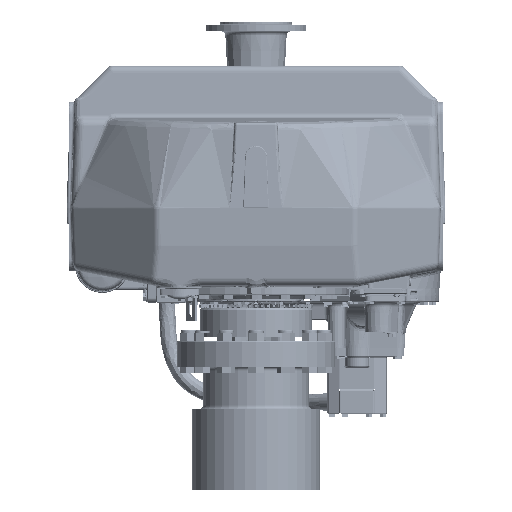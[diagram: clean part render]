
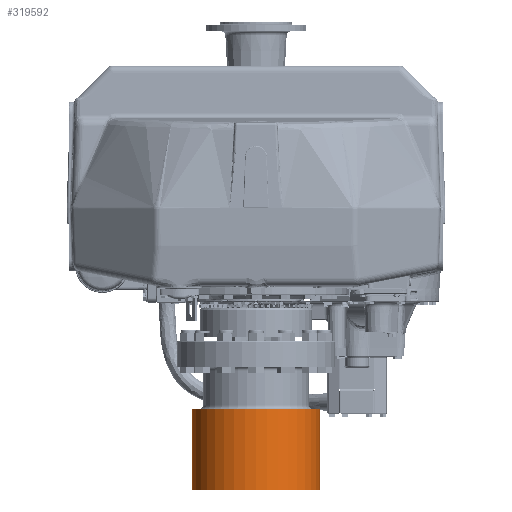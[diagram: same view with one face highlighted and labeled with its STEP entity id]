
A CAD part, front view. The second image highlights one B-rep face of the part: STEP entity #319592.
In plain terms, the highlighted cylindrical face has radius 150 mm (diameter 300 mm), a partial arc.
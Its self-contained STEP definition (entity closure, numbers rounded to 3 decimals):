
#7885 = EDGE_CURVE ( 'NONE', #164819, #185986, #225169, .T. ) ;
#40497 = CIRCLE ( 'NONE', #412021, 150. ) ;
#58462 = LINE ( 'NONE', #97597, #303989 ) ;
#67588 = ORIENTED_EDGE ( 'NONE', *, *, #7885, .T. ) ;
#69865 = DIRECTION ( 'NONE',  ( 0., 0., 1. ) ) ;
#92438 = EDGE_CURVE ( 'NONE', #185986, #290406, #119246, .T. ) ;
#93870 = CARTESIAN_POINT ( 'NONE',  ( -150., -440., -285.205 ) ) ;
#97597 = CARTESIAN_POINT ( 'NONE',  ( -150., -440., -150.205 ) ) ;
#113024 = CARTESIAN_POINT ( 'NONE',  ( 0., -440., -475.205 ) ) ;
#116936 = EDGE_LOOP ( 'NONE', ( #156902, #67588, #375472, #362379 ) ) ;
#117691 = FACE_OUTER_BOUND ( 'NONE', #116936, .T. ) ;
#119246 = LINE ( 'NONE', #244128, #289687 ) ;
#129838 = DIRECTION ( 'NONE',  ( 0., 0., 1. ) ) ;
#145264 = DIRECTION ( 'NONE',  ( 1., 0., 0. ) ) ;
#156902 = ORIENTED_EDGE ( 'NONE', *, *, #163349, .F. ) ;
#163349 = EDGE_CURVE ( 'NONE', #164819, #199005, #58462, .T. ) ;
#164819 = VERTEX_POINT ( 'NONE', #237789 ) ;
#185986 = VERTEX_POINT ( 'NONE', #264953 ) ;
#192914 = CYLINDRICAL_SURFACE ( 'NONE', #329012, 150. ) ;
#199005 = VERTEX_POINT ( 'NONE', #93870 ) ;
#225169 = CIRCLE ( 'NONE', #411790, 150. ) ;
#237789 = CARTESIAN_POINT ( 'NONE',  ( -150., -440., -475.205 ) ) ;
#244128 = CARTESIAN_POINT ( 'NONE',  ( 150., -440., -150.205 ) ) ;
#245533 = DIRECTION ( 'NONE',  ( 0., 0., 1. ) ) ;
#261784 = CARTESIAN_POINT ( 'NONE',  ( 0., -440., -285.205 ) ) ;
#264953 = CARTESIAN_POINT ( 'NONE',  ( 150., -440., -475.205 ) ) ;
#268115 = DIRECTION ( 'NONE',  ( 1., 0., 0. ) ) ;
#289687 = VECTOR ( 'NONE', #245533, 1000. ) ;
#290406 = VERTEX_POINT ( 'NONE', #317238 ) ;
#293942 = DIRECTION ( 'NONE',  ( 1., 0., 0. ) ) ;
#301707 = CARTESIAN_POINT ( 'NONE',  ( 0., -440., -150.205 ) ) ;
#303989 = VECTOR ( 'NONE', #129838, 1000. ) ;
#317238 = CARTESIAN_POINT ( 'NONE',  ( 150., -440., -285.205 ) ) ;
#319592 = ADVANCED_FACE ( 'NONE', ( #117691 ), #192914, .T. ) ;
#329012 = AXIS2_PLACEMENT_3D ( 'NONE', #301707, #333897, #268115 ) ;
#333897 = DIRECTION ( 'NONE',  ( 0., 0., 1. ) ) ;
#337170 = DIRECTION ( 'NONE',  ( 0., 0., 1. ) ) ;
#362379 = ORIENTED_EDGE ( 'NONE', *, *, #393276, .F. ) ;
#375472 = ORIENTED_EDGE ( 'NONE', *, *, #92438, .T. ) ;
#393276 = EDGE_CURVE ( 'NONE', #199005, #290406, #40497, .T. ) ;
#411790 = AXIS2_PLACEMENT_3D ( 'NONE', #113024, #337170, #145264 ) ;
#412021 = AXIS2_PLACEMENT_3D ( 'NONE', #261784, #69865, #293942 ) ;
